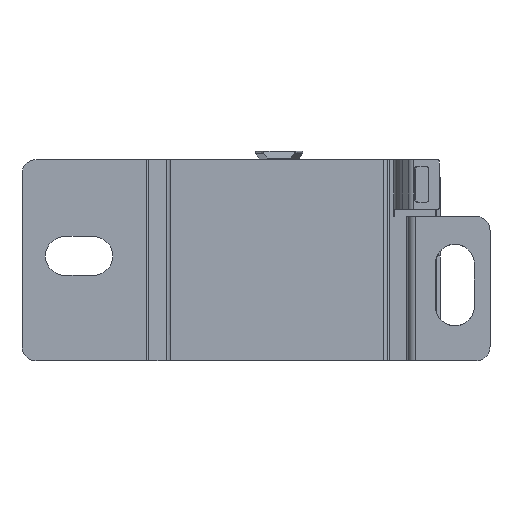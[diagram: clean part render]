
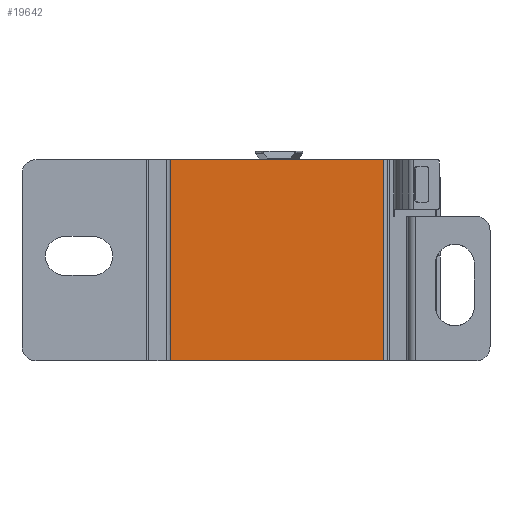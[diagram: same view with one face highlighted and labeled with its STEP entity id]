
A CAD part, front view. The second image highlights one B-rep face of the part: STEP entity #19642.
In plain terms, the highlighted planar face has unit normal (0, -1, 0).
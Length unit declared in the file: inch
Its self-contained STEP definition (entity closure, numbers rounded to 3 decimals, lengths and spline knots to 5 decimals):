
#151 = LINE ( 'NONE', #18826, #1758 ) ;
#1758 = VECTOR ( 'NONE', #2331, 39.37008 ) ;
#1986 = CARTESIAN_POINT ( 'NONE',  ( 1.25591, 0., 0. ) ) ;
#2331 = DIRECTION ( 'NONE',  ( 1., 0., 0. ) ) ;
#3180 = VERTEX_POINT ( 'NONE', #1986 ) ;
#3386 = FACE_OUTER_BOUND ( 'NONE', #12436, .T. ) ;
#3400 = ORIENTED_EDGE ( 'NONE', *, *, #15272, .F. ) ;
#3999 = CARTESIAN_POINT ( 'NONE',  ( 0., 0., 0. ) ) ;
#4850 = DIRECTION ( 'NONE',  ( 0., -1., 0. ) ) ;
#6755 = CARTESIAN_POINT ( 'NONE',  ( 0., 0., 0. ) ) ;
#6868 = DIRECTION ( 'NONE',  ( 0., 0., -1. ) ) ;
#7327 = CARTESIAN_POINT ( 'NONE',  ( 0., 0., 1.11811 ) ) ;
#7583 = DIRECTION ( 'NONE',  ( 1., 0., 0. ) ) ;
#7865 = VECTOR ( 'NONE', #13138, 39.37008 ) ;
#8021 = VERTEX_POINT ( 'NONE', #13649 ) ;
#9366 = AXIS2_PLACEMENT_3D ( 'NONE', #6755, #4850, #6868 ) ;
#10307 = CARTESIAN_POINT ( 'NONE',  ( 0., 0., 1.11811 ) ) ;
#11155 = ORIENTED_EDGE ( 'NONE', *, *, #17240, .T. ) ;
#12205 = EDGE_CURVE ( 'NONE', #3180, #12540, #20530, .T. ) ;
#12436 = EDGE_LOOP ( 'NONE', ( #11155, #19445, #17344, #3400 ) ) ;
#12540 = VERTEX_POINT ( 'NONE', #22320 ) ;
#13138 = DIRECTION ( 'NONE',  ( 0., 0., -1. ) ) ;
#13493 = VERTEX_POINT ( 'NONE', #10307 ) ;
#13649 = CARTESIAN_POINT ( 'NONE',  ( 0., 0., 0. ) ) ;
#14738 = DIRECTION ( 'NONE',  ( 0., 0., 1. ) ) ;
#15272 = EDGE_CURVE ( 'NONE', #13493, #12540, #18663, .T. ) ;
#15640 = VECTOR ( 'NONE', #14738, 39.37008 ) ;
#17240 = EDGE_CURVE ( 'NONE', #13493, #8021, #18695, .T. ) ;
#17344 = ORIENTED_EDGE ( 'NONE', *, *, #12205, .T. ) ;
#18663 = LINE ( 'NONE', #7327, #23591 ) ;
#18695 = LINE ( 'NONE', #3999, #7865 ) ;
#18826 = CARTESIAN_POINT ( 'NONE',  ( 0., 0., 0. ) ) ;
#19408 = EDGE_CURVE ( 'NONE', #8021, #3180, #151, .T. ) ;
#19445 = ORIENTED_EDGE ( 'NONE', *, *, #19408, .T. ) ;
#19642 = ADVANCED_FACE ( 'NONE', ( #3386 ), #23243, .T. ) ;
#20530 = LINE ( 'NONE', #20768, #15640 ) ;
#20768 = CARTESIAN_POINT ( 'NONE',  ( 1.25591, 0., 0. ) ) ;
#22320 = CARTESIAN_POINT ( 'NONE',  ( 1.25591, 0., 1.11811 ) ) ;
#23243 = PLANE ( 'NONE',  #9366 ) ;
#23591 = VECTOR ( 'NONE', #7583, 39.37008 ) ;
